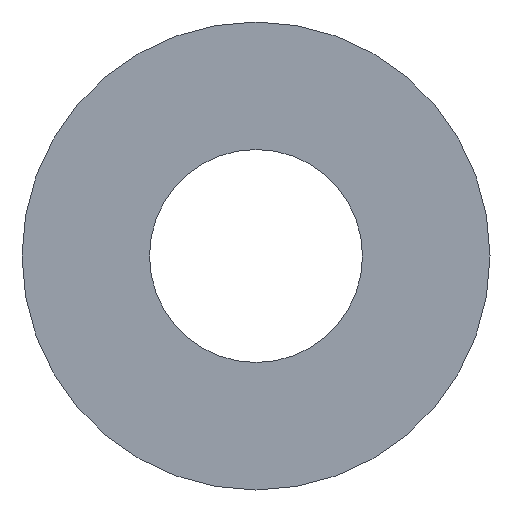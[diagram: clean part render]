
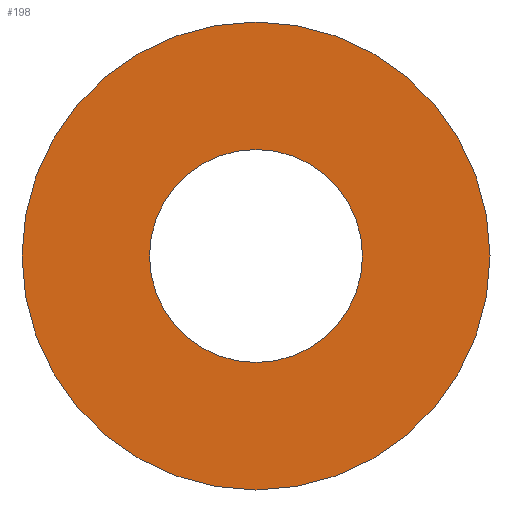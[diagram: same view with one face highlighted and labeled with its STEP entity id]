
A CAD part, left-side view. The second image highlights one B-rep face of the part: STEP entity #198.
In plain terms, the highlighted planar face has unit normal (-1, 0, 0).
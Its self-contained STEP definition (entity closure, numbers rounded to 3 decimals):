
#7 = VERTEX_POINT ( 'NONE', #70 ) ;
#11 = EDGE_CURVE ( 'NONE', #7, #235, #231, .T. ) ;
#17 = AXIS2_PLACEMENT_3D ( 'NONE', #219, #48, #125 ) ;
#19 = DIRECTION ( 'NONE',  ( 1., 0., 0. ) ) ;
#22 = AXIS2_PLACEMENT_3D ( 'NONE', #55, #98, #116 ) ;
#23 = EDGE_CURVE ( 'NONE', #248, #110, #189, .T. ) ;
#24 = DIRECTION ( 'NONE',  ( 1., 0., 0. ) ) ;
#37 = AXIS2_PLACEMENT_3D ( 'NONE', #150, #19, #77 ) ;
#48 = DIRECTION ( 'NONE',  ( 1., 0., 0. ) ) ;
#52 = ORIENTED_EDGE ( 'NONE', *, *, #143, .T. ) ;
#54 = AXIS2_PLACEMENT_3D ( 'NONE', #223, #142, #140 ) ;
#55 = CARTESIAN_POINT ( 'NONE',  ( 0., 0., 0. ) ) ;
#61 = CIRCLE ( 'NONE', #108, 2.275 ) ;
#70 = CARTESIAN_POINT ( 'NONE',  ( 0., 0., 5. ) ) ;
#77 = DIRECTION ( 'NONE',  ( 0., 0., -1. ) ) ;
#89 = ORIENTED_EDGE ( 'NONE', *, *, #11, .F. ) ;
#98 = DIRECTION ( 'NONE',  ( 1., 0., 0. ) ) ;
#108 = AXIS2_PLACEMENT_3D ( 'NONE', #200, #24, #111 ) ;
#110 = VERTEX_POINT ( 'NONE', #203 ) ;
#111 = DIRECTION ( 'NONE',  ( 0., 0., -1. ) ) ;
#114 = PLANE ( 'NONE',  #22 ) ;
#116 = DIRECTION ( 'NONE',  ( 0., 0., -1. ) ) ;
#125 = DIRECTION ( 'NONE',  ( 0., 0., -1. ) ) ;
#130 = FACE_BOUND ( 'NONE', #182, .T. ) ;
#140 = DIRECTION ( 'NONE',  ( 0., 0., -1. ) ) ;
#142 = DIRECTION ( 'NONE',  ( 1., 0., 0. ) ) ;
#143 = EDGE_CURVE ( 'NONE', #110, #248, #61, .T. ) ;
#150 = CARTESIAN_POINT ( 'NONE',  ( 0., 0., 0. ) ) ;
#157 = EDGE_LOOP ( 'NONE', ( #89, #221 ) ) ;
#167 = FACE_OUTER_BOUND ( 'NONE', #157, .T. ) ;
#169 = ORIENTED_EDGE ( 'NONE', *, *, #23, .T. ) ;
#182 = EDGE_LOOP ( 'NONE', ( #169, #52 ) ) ;
#183 = CIRCLE ( 'NONE', #37, 5. ) ;
#186 = CARTESIAN_POINT ( 'NONE',  ( 0., 0., -5. ) ) ;
#189 = CIRCLE ( 'NONE', #17, 2.275 ) ;
#198 = ADVANCED_FACE ( 'NONE', ( #167, #130 ), #114, .F. ) ;
#200 = CARTESIAN_POINT ( 'NONE',  ( 0., 0., 0. ) ) ;
#203 = CARTESIAN_POINT ( 'NONE',  ( 0., 0., -2.275 ) ) ;
#207 = EDGE_CURVE ( 'NONE', #235, #7, #183, .T. ) ;
#212 = CARTESIAN_POINT ( 'NONE',  ( 0., 0., 2.275 ) ) ;
#219 = CARTESIAN_POINT ( 'NONE',  ( 0., 0., 0. ) ) ;
#221 = ORIENTED_EDGE ( 'NONE', *, *, #207, .F. ) ;
#223 = CARTESIAN_POINT ( 'NONE',  ( 0., 0., 0. ) ) ;
#231 = CIRCLE ( 'NONE', #54, 5. ) ;
#235 = VERTEX_POINT ( 'NONE', #186 ) ;
#248 = VERTEX_POINT ( 'NONE', #212 ) ;
